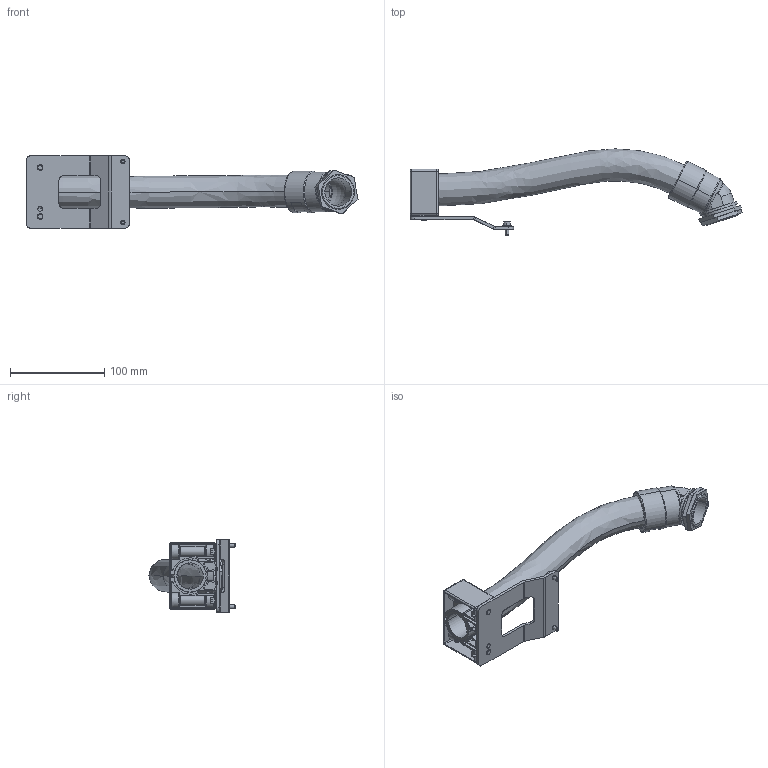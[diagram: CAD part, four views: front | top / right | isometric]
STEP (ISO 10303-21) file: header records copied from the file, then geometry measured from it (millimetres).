
FILE_DESCRIPTION (( 'STEP AP203' ), '1' );
FILE_NAME ('P2176.STEP', '2020-10-20T13:59:53', ( '' ), ( '' ), 'SwSTEP 2.0', 'SolidWorks 2019', '' );
FILE_SCHEMA (( 'CONFIG_CONTROL_DESIGN' ));
Length unit declared in the file: millimetre
Products named in the file (1): P2176
Bounding box: 352.7 x 91.5 x 77 mm (x, y, z)
Volume: 185995.1 mm3; surface area: 135177.2 mm2
Topology: 14 solids, 14 shells, 514 faces, 1326 edges, 857 vertices
Faces by surface type: cylinder 236, plane 206, bspline 35, torus 21, cone 16
Entity records: 25855 total; most frequent: CARTESIAN_POINT 13105, DIRECTION 2701, ORIENTED_EDGE 2648, EDGE_CURVE 1324, AXIS2_PLACEMENT_3D 1018, VERTEX_POINT 857, VECTOR 665, LINE 665
